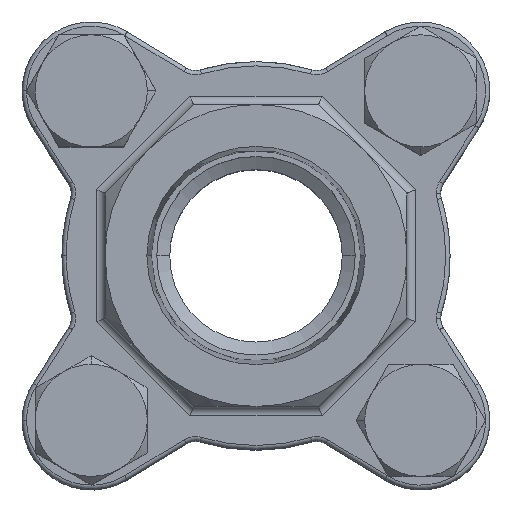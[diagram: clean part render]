
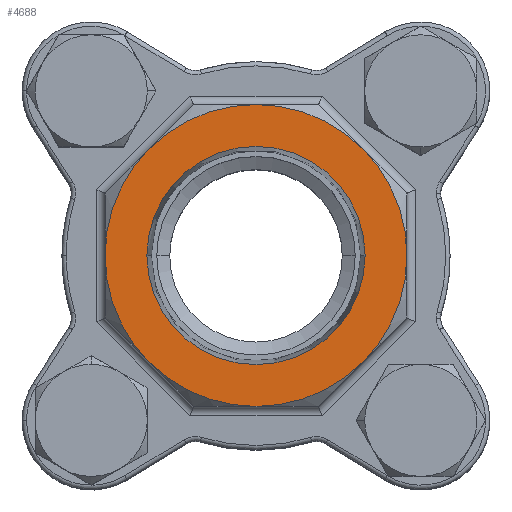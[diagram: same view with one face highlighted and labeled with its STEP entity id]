
A CAD part, top view. The second image highlights one B-rep face of the part: STEP entity #4688.
In plain terms, the highlighted face is planar.
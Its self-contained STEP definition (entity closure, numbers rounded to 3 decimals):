
#85 = EDGE_LOOP ( 'NONE', ( #440, #441, #442, #443, #444, #445, #446, #447 ) ) ;
#438 = ORIENTED_EDGE ( 'NONE', *, *, #5921, .F. ) ;
#439 = ORIENTED_EDGE ( 'NONE', *, *, #7360, .F. ) ;
#440 = ORIENTED_EDGE ( 'NONE', *, *, #5913, .T. ) ;
#441 = ORIENTED_EDGE ( 'NONE', *, *, #5920, .T. ) ;
#442 = ORIENTED_EDGE ( 'NONE', *, *, #5919, .T. ) ;
#443 = ORIENTED_EDGE ( 'NONE', *, *, #5918, .T. ) ;
#444 = ORIENTED_EDGE ( 'NONE', *, *, #5917, .T. ) ;
#445 = ORIENTED_EDGE ( 'NONE', *, *, #5916, .T. ) ;
#446 = ORIENTED_EDGE ( 'NONE', *, *, #5915, .T. ) ;
#447 = ORIENTED_EDGE ( 'NONE', *, *, #5914, .T. ) ;
#585 = VERTEX_POINT ( 'NONE', #2384 ) ;
#605 = VERTEX_POINT ( 'NONE', #2404 ) ;
#609 = EDGE_LOOP ( 'NONE', ( #438, #439 ) ) ;
#1545 = AXIS2_PLACEMENT_3D ( 'NONE', #3662, #3667, #3668 ) ;
#1628 = AXIS2_PLACEMENT_3D ( 'NONE', #3858, #3859, #3860 ) ;
#1629 = AXIS2_PLACEMENT_3D ( 'NONE', #3861, #3862, #3863 ) ;
#1630 = AXIS2_PLACEMENT_3D ( 'NONE', #3864, #3865, #3866 ) ;
#1631 = AXIS2_PLACEMENT_3D ( 'NONE', #3867, #3868, #3869 ) ;
#1632 = AXIS2_PLACEMENT_3D ( 'NONE', #3870, #3871, #3872 ) ;
#1633 = AXIS2_PLACEMENT_3D ( 'NONE', #3873, #3874, #3875 ) ;
#1634 = AXIS2_PLACEMENT_3D ( 'NONE', #3877, #3878, #3879 ) ;
#1635 = AXIS2_PLACEMENT_3D ( 'NONE', #3882, #3883, #3884 ) ;
#1636 = AXIS2_PLACEMENT_3D ( 'NONE', #5875, #3887, #3888 ) ;
#1700 = AXIS2_PLACEMENT_3D ( 'NONE', #4199, #4200, #4201 ) ;
#1765 = VERTEX_POINT ( 'NONE', #5580 ) ;
#1782 = VERTEX_POINT ( 'NONE', #5597 ) ;
#1809 = VERTEX_POINT ( 'NONE', #5624 ) ;
#1876 = VERTEX_POINT ( 'NONE', #5691 ) ;
#1892 = VERTEX_POINT ( 'NONE', #5707 ) ;
#1893 = VERTEX_POINT ( 'NONE', #5708 ) ;
#1901 = VERTEX_POINT ( 'NONE', #5716 ) ;
#1912 = VERTEX_POINT ( 'NONE', #5727 ) ;
#2384 = CARTESIAN_POINT ( 'NONE',  ( 17.5, 0., -23. ) ) ;
#2404 = CARTESIAN_POINT ( 'NONE',  ( 12.374, 12.374, -23. ) ) ;
#3121 = FACE_BOUND ( 'NONE', #609, .T. ) ;
#3127 = FACE_OUTER_BOUND ( 'NONE', #85, .T. ) ;
#3238 = CIRCLE ( 'NONE', #1628, 17.5 ) ;
#3239 = CIRCLE ( 'NONE', #1629, 17.5 ) ;
#3240 = CIRCLE ( 'NONE', #1630, 17.5 ) ;
#3241 = CIRCLE ( 'NONE', #1631, 17.5 ) ;
#3242 = CIRCLE ( 'NONE', #1632, 17.5 ) ;
#3243 = CIRCLE ( 'NONE', #1633, 17.5 ) ;
#3244 = CIRCLE ( 'NONE', #1634, 17.5 ) ;
#3245 = CIRCLE ( 'NONE', #1635, 17.5 ) ;
#3246 = CIRCLE ( 'NONE', #1636, 12.647 ) ;
#3322 = CIRCLE ( 'NONE', #1700, 12.647 ) ;
#3662 = CARTESIAN_POINT ( 'NONE',  ( 0., 0., -23. ) ) ;
#3665 = PLANE ( 'NONE',  #1545 ) ;
#3667 = DIRECTION ( 'NONE',  ( 0., 0., -1. ) ) ;
#3668 = DIRECTION ( 'NONE',  ( -1., 0., 0. ) ) ;
#3858 = CARTESIAN_POINT ( 'NONE',  ( 0., 0., -23. ) ) ;
#3859 = DIRECTION ( 'NONE',  ( 0., 0., -1. ) ) ;
#3860 = DIRECTION ( 'NONE',  ( -1., 0., 0. ) ) ;
#3861 = CARTESIAN_POINT ( 'NONE',  ( 0., 0., -23. ) ) ;
#3862 = DIRECTION ( 'NONE',  ( 0., 0., -1. ) ) ;
#3863 = DIRECTION ( 'NONE',  ( -1., 0., 0. ) ) ;
#3864 = CARTESIAN_POINT ( 'NONE',  ( 0., 0., -23. ) ) ;
#3865 = DIRECTION ( 'NONE',  ( 0., 0., -1. ) ) ;
#3866 = DIRECTION ( 'NONE',  ( -1., 0., 0. ) ) ;
#3867 = CARTESIAN_POINT ( 'NONE',  ( 0., 0., -23. ) ) ;
#3868 = DIRECTION ( 'NONE',  ( 0., 0., -1. ) ) ;
#3869 = DIRECTION ( 'NONE',  ( -1., 0., 0. ) ) ;
#3870 = CARTESIAN_POINT ( 'NONE',  ( 0., 0., -23. ) ) ;
#3871 = DIRECTION ( 'NONE',  ( 0., 0., -1. ) ) ;
#3872 = DIRECTION ( 'NONE',  ( -1., 0., 0. ) ) ;
#3873 = CARTESIAN_POINT ( 'NONE',  ( 0., 0., -23. ) ) ;
#3874 = DIRECTION ( 'NONE',  ( 0., 0., -1. ) ) ;
#3875 = DIRECTION ( 'NONE',  ( -1., 0., 0. ) ) ;
#3877 = CARTESIAN_POINT ( 'NONE',  ( 0., 0., -23. ) ) ;
#3878 = DIRECTION ( 'NONE',  ( 0., 0., -1. ) ) ;
#3879 = DIRECTION ( 'NONE',  ( -1., 0., 0. ) ) ;
#3882 = CARTESIAN_POINT ( 'NONE',  ( 0., 0., -23. ) ) ;
#3883 = DIRECTION ( 'NONE',  ( 0., 0., -1. ) ) ;
#3884 = DIRECTION ( 'NONE',  ( -1., 0., 0. ) ) ;
#3887 = DIRECTION ( 'NONE',  ( 0., 0., -1. ) ) ;
#3888 = DIRECTION ( 'NONE',  ( -1., 0., 0. ) ) ;
#4199 = CARTESIAN_POINT ( 'NONE',  ( 0., 0., -23. ) ) ;
#4200 = DIRECTION ( 'NONE',  ( 0., 0., -1. ) ) ;
#4201 = DIRECTION ( 'NONE',  ( -1., 0., 0. ) ) ;
#4688 = ADVANCED_FACE ( 'NONE', ( #3121, #3127 ), #3665, .T. ) ;
#5580 = CARTESIAN_POINT ( 'NONE',  ( -12.374, -12.374, -23. ) ) ;
#5597 = CARTESIAN_POINT ( 'NONE',  ( 12.374, -12.374, -23. ) ) ;
#5624 = CARTESIAN_POINT ( 'NONE',  ( 0., -17.5, -23. ) ) ;
#5691 = CARTESIAN_POINT ( 'NONE',  ( -17.5, 0., -23. ) ) ;
#5707 = CARTESIAN_POINT ( 'NONE',  ( 0., 17.5, -23. ) ) ;
#5708 = CARTESIAN_POINT ( 'NONE',  ( 12.647, 0., -23. ) ) ;
#5716 = CARTESIAN_POINT ( 'NONE',  ( -12.647, 0., -23. ) ) ;
#5727 = CARTESIAN_POINT ( 'NONE',  ( -12.374, 12.374, -23. ) ) ;
#5875 = CARTESIAN_POINT ( 'NONE',  ( 0., 0., -23. ) ) ;
#5913 = EDGE_CURVE ( 'NONE', #1765, #1876, #3238, .T. ) ;
#5914 = EDGE_CURVE ( 'NONE', #1809, #1765, #3239, .T. ) ;
#5915 = EDGE_CURVE ( 'NONE', #1782, #1809, #3240, .T. ) ;
#5916 = EDGE_CURVE ( 'NONE', #585, #1782, #3241, .T. ) ;
#5917 = EDGE_CURVE ( 'NONE', #605, #585, #3242, .T. ) ;
#5918 = EDGE_CURVE ( 'NONE', #1892, #605, #3243, .T. ) ;
#5919 = EDGE_CURVE ( 'NONE', #1912, #1892, #3244, .T. ) ;
#5920 = EDGE_CURVE ( 'NONE', #1876, #1912, #3245, .T. ) ;
#5921 = EDGE_CURVE ( 'NONE', #1901, #1893, #3246, .T. ) ;
#7360 = EDGE_CURVE ( 'NONE', #1893, #1901, #3322, .T. ) ;
